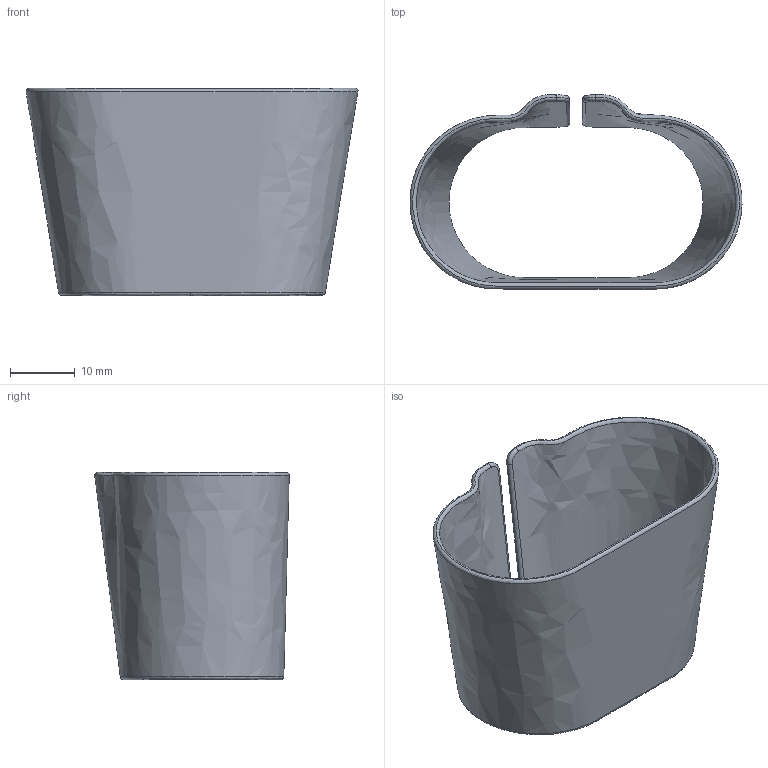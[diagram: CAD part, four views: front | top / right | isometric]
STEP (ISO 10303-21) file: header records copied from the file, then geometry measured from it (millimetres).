
FILE_DESCRIPTION (( 'STEP AP214' ), '1' );
FILE_NAME ('F508_T1_AP214.STEP', '2014-02-06T17:45:14', ( '' ), ( '' ), 'SwSTEP 2.0', 'SolidWorks 2012', '' );
FILE_SCHEMA (( 'AUTOMOTIVE_DESIGN' ));
Length unit declared in the file: millimetre
Products named in the file (1): F508_T1_AP214
Bounding box: 51.26 x 30.02 x 32.07 mm (x, y, z)
Volume: 3763.9 mm3; surface area: 7732.4 mm2
Topology: 1 solids, 1 shells, 19 faces, 43 edges, 26 vertices
Faces by surface type: bspline 19
Entity records: 8452 total; most frequent: CARTESIAN_POINT 8103, ORIENTED_EDGE 86, EDGE_CURVE 43, DIRECTION 36, B_SPLINE_CURVE_WITH_KNOTS 26, VERTEX_POINT 26, ADVANCED_FACE 19, FACE_OUTER_BOUND 19
